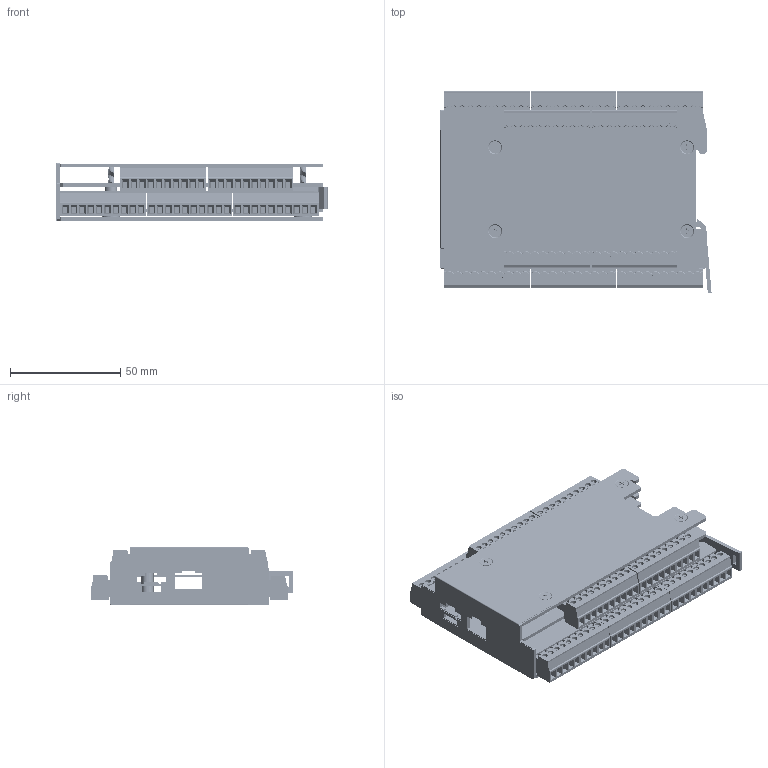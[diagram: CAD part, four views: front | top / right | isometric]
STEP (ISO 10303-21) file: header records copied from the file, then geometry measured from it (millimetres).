
FILE_DESCRIPTION(/* description */ ('dw25X-XD'),/* implementation_level */ '2;1');
FILE_NAME(/* name */ 'dw250-XDIO WEB.step',/* time_stamp */ '2024-08-26T09:39:57-07:00',/* author */ (''),/* organization */ (''),/* preprocessor_version */ 'ST-DEVELOPER v20',/* originating_system */ 'Autodesk Translation Framework v13.14.0.145',/* authorisation */ '');
FILE_SCHEMA (('AUTOMOTIVE_DESIGN { 1 0 10303 214 3 1 1 }'));
Products named in the file (16): dw25X-XD; AC504091iD; LA504081iD; CUI_DEVICES_TBP02R1-381-10BE; AC504081iD; keystone-PN24886; FE504097iD; FY504267; BG504310; AC504239iC; AC504198iB; AH504201iC; AC504202iB; FY504644; CI504194; HJ504326r4_Installed-XA
Assembly tree (36 placements, depth 3):
  dw25X-XD
    AC504091iD
    BG504310  x4
    LA504081iD
      keystone-PN24886  x4
      CUI_DEVICES_TBP02R1-381-10BE
      AC504081iD
    FE504097iD
    FY504267  x4
    CI504194  x10
    AC504239iC
    AC504198iB
    AH504201iC
    AC504202iB
    FY504644  x4
    HJ504326r4_Installed-XA
Bounding box: 122.9 x 91.99 x 26.5 mm (x, y, z)
Volume: 96506.2 mm3; surface area: 119333.4 mm2
Topology: 40 solids, 44 shells, 7568 faces, 19210 edges, 11868 vertices
Faces by surface type: plane 3588, cylinder 2936, sphere 400, bspline 276, torus 200, cone 168
Full cylindrical faces by diameter (mm): 0.7 x8, 1.131 x1, 1.4 x4, 1.8 x10, 2.1 x100, 2.2 x8, 2.323 x88, 2.35 x92, 2.7 x100, 3 x188, 3.3 x4, 3.4 x8, 3.5 x86, 3.556 x4, 3.6 x2, 4.089 x4, 4.22 x4, 5 x2, 5.563 x4, 7.938 x4
Entity records: 68805 total; most frequent: CARTESIAN_POINT 26796, ORIENTED_EDGE 8733, DIRECTION 8227, EDGE_CURVE 4370, LINE 3131, VECTOR 3131, VERTEX_POINT 2814, AXIS2_PLACEMENT_3D 2548
